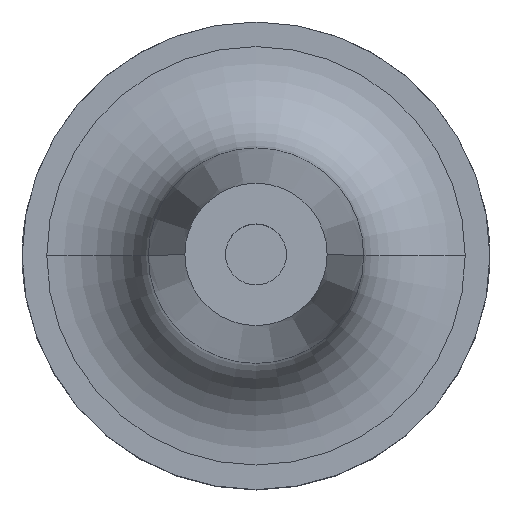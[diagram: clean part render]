
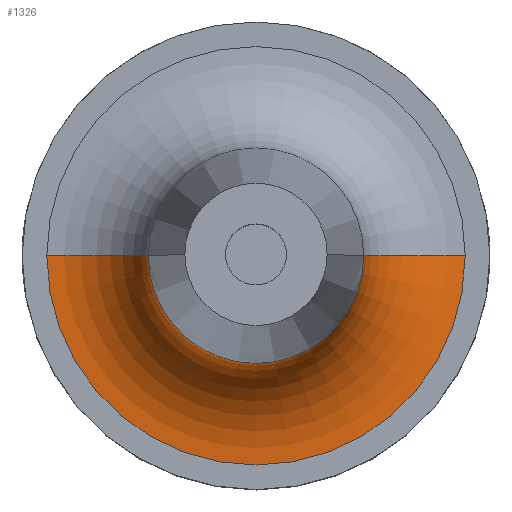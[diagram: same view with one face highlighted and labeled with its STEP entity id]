
A CAD part, top view. The second image highlights one B-rep face of the part: STEP entity #1326.
In plain terms, the highlighted toroidal (fillet/blend) face has major radius 20.578 mm and minor radius 10 mm.
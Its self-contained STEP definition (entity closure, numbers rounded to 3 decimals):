
#87 = FACE_OUTER_BOUND ( 'NONE', #1425, .T. ) ;
#139 = DIRECTION ( 'NONE',  ( -1., 0., 0. ) ) ;
#192 = VERTEX_POINT ( 'NONE', #326 ) ;
#223 = ORIENTED_EDGE ( 'NONE', *, *, #1565, .F. ) ;
#238 = CIRCLE ( 'NONE', #488, 10. ) ;
#247 = CARTESIAN_POINT ( 'NONE',  ( 20.577, 0., 22. ) ) ;
#270 = CARTESIAN_POINT ( 'NONE',  ( 0., 0., 31.477 ) ) ;
#326 = CARTESIAN_POINT ( 'NONE',  ( -10.591, 0., 31.477 ) ) ;
#349 = TOROIDAL_SURFACE ( 'NONE', #1327, 20.577, 10. ) ;
#379 = CARTESIAN_POINT ( 'NONE',  ( 20.577, 0., 32. ) ) ;
#461 = VERTEX_POINT ( 'NONE', #1586 ) ;
#488 = AXIS2_PLACEMENT_3D ( 'NONE', #379, #1259, #513 ) ;
#513 = DIRECTION ( 'NONE',  ( -1., 0., 0. ) ) ;
#519 = DIRECTION ( 'NONE',  ( 0., -1., 0. ) ) ;
#524 = DIRECTION ( 'NONE',  ( 0., 0., -1. ) ) ;
#541 = DIRECTION ( 'NONE',  ( 0., 0., -1. ) ) ;
#572 = VERTEX_POINT ( 'NONE', #1176 ) ;
#590 = AXIS2_PLACEMENT_3D ( 'NONE', #968, #1121, #1257 ) ;
#607 = CIRCLE ( 'NONE', #1347, 10. ) ;
#710 = EDGE_CURVE ( 'NONE', #192, #572, #1252, .T. ) ;
#937 = ORIENTED_EDGE ( 'NONE', *, *, #975, .F. ) ;
#968 = CARTESIAN_POINT ( 'NONE',  ( 0., 0., 22. ) ) ;
#975 = EDGE_CURVE ( 'NONE', #461, #192, #607, .T. ) ;
#1024 = DIRECTION ( 'NONE',  ( 0., 0., 1. ) ) ;
#1106 = ORIENTED_EDGE ( 'NONE', *, *, #1202, .T. ) ;
#1121 = DIRECTION ( 'NONE',  ( 0., 0., -1. ) ) ;
#1176 = CARTESIAN_POINT ( 'NONE',  ( 10.591, 0., 31.477 ) ) ;
#1202 = EDGE_CURVE ( 'NONE', #1203, #572, #238, .T. ) ;
#1203 = VERTEX_POINT ( 'NONE', #247 ) ;
#1221 = AXIS2_PLACEMENT_3D ( 'NONE', #270, #1024, #139 ) ;
#1252 = CIRCLE ( 'NONE', #1221, 10.591 ) ;
#1257 = DIRECTION ( 'NONE',  ( -1., 0., 0. ) ) ;
#1259 = DIRECTION ( 'NONE',  ( 0., 1., 0. ) ) ;
#1269 = CARTESIAN_POINT ( 'NONE',  ( -20.577, 0., 32. ) ) ;
#1287 = CARTESIAN_POINT ( 'NONE',  ( 0., 0., 32. ) ) ;
#1326 = ADVANCED_FACE ( 'NONE', ( #87 ), #349, .F. ) ;
#1327 = AXIS2_PLACEMENT_3D ( 'NONE', #1287, #541, #1417 ) ;
#1347 = AXIS2_PLACEMENT_3D ( 'NONE', #1269, #519, #524 ) ;
#1410 = CIRCLE ( 'NONE', #590, 20.577 ) ;
#1417 = DIRECTION ( 'NONE',  ( -1., 0., 0. ) ) ;
#1425 = EDGE_LOOP ( 'NONE', ( #223, #1106, #1521, #937 ) ) ;
#1521 = ORIENTED_EDGE ( 'NONE', *, *, #710, .F. ) ;
#1565 = EDGE_CURVE ( 'NONE', #1203, #461, #1410, .T. ) ;
#1586 = CARTESIAN_POINT ( 'NONE',  ( -20.577, 0., 22. ) ) ;
